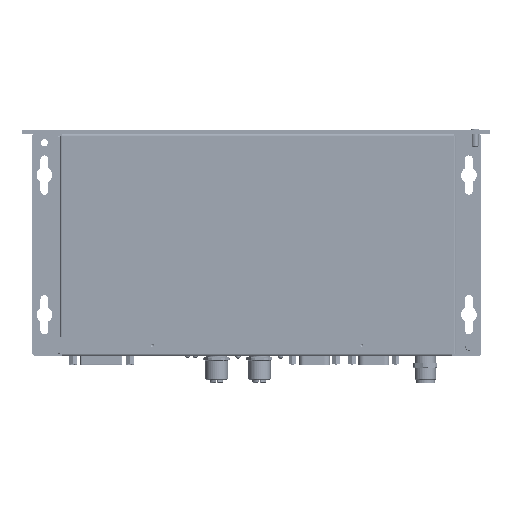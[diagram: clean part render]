
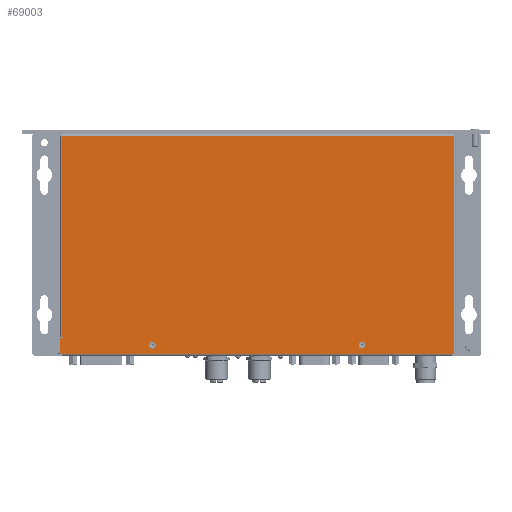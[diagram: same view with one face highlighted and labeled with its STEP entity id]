
A CAD part, top view. The second image highlights one B-rep face of the part: STEP entity #69003.
In plain terms, the highlighted planar face has unit normal (0, 0, 1).
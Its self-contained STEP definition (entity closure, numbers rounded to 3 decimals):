
#58186=CARTESIAN_POINT('',(1.5,10.,36.5));
#58187=VERTEX_POINT('',#58186);
#58194=CARTESIAN_POINT('',(3.1,10.,36.5));
#58195=VERTEX_POINT('',#58194);
#58196=CARTESIAN_POINT('',(3.1,10.,36.5));
#58197=DIRECTION('',(-1.0,0.,0.));
#58198=VECTOR('',#58197,1.6);
#58199=LINE('',#58196,#58198);
#58200=EDGE_CURVE('',#58195,#58187,#58199,.T.);
#63575=CARTESIAN_POINT('',(173.501,7.724,36.5));
#63576=VERTEX_POINT('',#63575);
#63577=CARTESIAN_POINT('',(174.3,6.,36.5));
#63578=DIRECTION('',(0.,0.,-1.0));
#63579=DIRECTION('',(-0.421,0.907,0.));
#63580=AXIS2_PLACEMENT_3D('',#63577,#63578,#63579);
#63581=CIRCLE('',#63580,1.9);
#63582=EDGE_CURVE('',#63576,#63576,#63581,.T.);
#64683=CARTESIAN_POINT('',(53.501,7.724,36.5));
#64684=VERTEX_POINT('',#64683);
#64685=CARTESIAN_POINT('',(54.3,6.,36.5));
#64686=DIRECTION('',(0.,0.,-1.0));
#64687=DIRECTION('',(-0.421,0.907,0.));
#64688=AXIS2_PLACEMENT_3D('',#64685,#64686,#64687);
#64689=CIRCLE('',#64688,1.9);
#64690=EDGE_CURVE('',#64684,#64684,#64689,.T.);
#68125=CARTESIAN_POINT('',(2.5,1.,36.5));
#68126=VERTEX_POINT('',#68125);
#68141=CARTESIAN_POINT('',(227.,1.,36.5));
#68142=VERTEX_POINT('',#68141);
#68149=CARTESIAN_POINT('',(2.5,1.,36.5));
#68150=DIRECTION('',(1.0,0.,0.));
#68151=VECTOR('',#68150,224.5);
#68152=LINE('',#68149,#68151);
#68153=EDGE_CURVE('',#68126,#68142,#68152,.T.);
#68212=CARTESIAN_POINT('',(227.,125.9,36.5));
#68213=VERTEX_POINT('',#68212);
#68440=CARTESIAN_POINT('',(227.,1.,36.5));
#68441=DIRECTION('',(0.0,1.0,0.0));
#68442=VECTOR('',#68441,124.9);
#68443=LINE('',#68440,#68442);
#68444=EDGE_CURVE('',#68142,#68213,#68443,.T.);
#68508=CARTESIAN_POINT('',(3.1,10.5,36.5));
#68509=VERTEX_POINT('',#68508);
#68510=CARTESIAN_POINT('',(3.1,10.5,36.5));
#68511=DIRECTION('',(0.0,-1.0,0.0));
#68512=VECTOR('',#68511,0.5);
#68513=LINE('',#68510,#68512);
#68514=EDGE_CURVE('',#68509,#58195,#68513,.T.);
#68532=CARTESIAN_POINT('',(2.6,10.5,36.5));
#68533=VERTEX_POINT('',#68532);
#68542=CARTESIAN_POINT('',(2.6,10.5,36.5));
#68543=DIRECTION('',(1.0,0.0,0.0));
#68544=VECTOR('',#68543,0.5);
#68545=LINE('',#68542,#68544);
#68546=EDGE_CURVE('',#68533,#68509,#68545,.T.);
#68556=CARTESIAN_POINT('',(2.6,125.9,36.5));
#68557=VERTEX_POINT('',#68556);
#68565=CARTESIAN_POINT('',(227.,125.9,36.5));
#68566=DIRECTION('',(-1.0,0.,0.));
#68567=VECTOR('',#68566,224.4);
#68568=LINE('',#68565,#68567);
#68569=EDGE_CURVE('',#68213,#68557,#68568,.T.);
#68869=CARTESIAN_POINT('',(2.6,125.9,36.5));
#68870=DIRECTION('',(0.0,-1.0,0.0));
#68871=VECTOR('',#68870,115.4);
#68872=LINE('',#68869,#68871);
#68873=EDGE_CURVE('',#68557,#68533,#68872,.T.);
#68968=CARTESIAN_POINT('',(114.8,64.,36.5));
#68969=DIRECTION('',(0.,0.,1.0));
#68970=DIRECTION('',(1.0,0.,0.));
#68971=AXIS2_PLACEMENT_3D('',#68968,#68969,#68970);
#68972=PLANE('',#68971);
#68973=CARTESIAN_POINT('',(1.5,2.,36.5));
#68974=VERTEX_POINT('',#68973);
#68975=CARTESIAN_POINT('',(2.5,2.,36.5));
#68976=DIRECTION('',(0.,0.,-1.0));
#68977=DIRECTION('',(-0.707,-0.707,0.));
#68978=AXIS2_PLACEMENT_3D('',#68975,#68976,#68977);
#68979=CIRCLE('',#68978,1.0);
#68980=EDGE_CURVE('',#68126,#68974,#68979,.T.);
#68981=ORIENTED_EDGE('',*,*,#68980,.F.);
#68982=ORIENTED_EDGE('',*,*,#68153,.T.);
#68983=ORIENTED_EDGE('',*,*,#68444,.T.);
#68984=ORIENTED_EDGE('',*,*,#68569,.T.);
#68985=ORIENTED_EDGE('',*,*,#68873,.T.);
#68986=ORIENTED_EDGE('',*,*,#68546,.T.);
#68987=ORIENTED_EDGE('',*,*,#68514,.T.);
#68988=ORIENTED_EDGE('',*,*,#58200,.T.);
#68989=CARTESIAN_POINT('',(1.5,10.,36.5));
#68990=DIRECTION('',(0.0,-1.0,0.0));
#68991=VECTOR('',#68990,8.0);
#68992=LINE('',#68989,#68991);
#68993=EDGE_CURVE('',#58187,#68974,#68992,.T.);
#68994=ORIENTED_EDGE('',*,*,#68993,.T.);
#68995=EDGE_LOOP('',(#68981,#68982,#68983,#68984,#68985,#68986,#68987,#68988,#68994));
#68996=FACE_OUTER_BOUND('',#68995,.T.);
#68997=ORIENTED_EDGE('',*,*,#64690,.T.);
#68998=EDGE_LOOP('',(#68997));
#68999=FACE_BOUND('',#68998,.T.);
#69000=ORIENTED_EDGE('',*,*,#63582,.T.);
#69001=EDGE_LOOP('',(#69000));
#69002=FACE_BOUND('',#69001,.T.);
#69003=ADVANCED_FACE('',(#68996,#68999,#69002),#68972,.T.);
